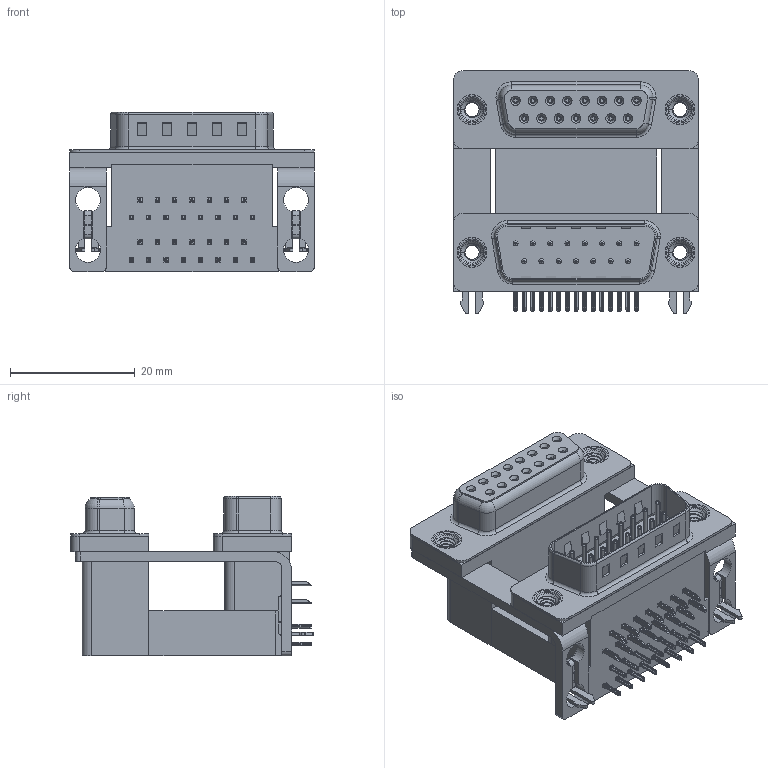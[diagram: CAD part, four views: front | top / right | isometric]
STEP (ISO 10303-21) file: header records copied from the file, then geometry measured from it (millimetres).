
FILE_DESCRIPTION (( 'STEP AP203' ), '1' );
FILE_NAME ('664-015-664-048.STEP', '2022-06-20T16:20:18', ( '' ), ( '' ), 'SwSTEP 2.0', 'SolidWorks 2020', '' );
FILE_SCHEMA (( 'CONFIG_CONTROL_DESIGN' ));
Length unit declared in the file: millimetre
Products named in the file (13): 664 Housing Upper_15 Contacts H; 664-015-664-048; 664 Threaded Rivet_4-40; 664 Mounting Bracket_2ProngH; 664 Contact Bottom Upper_H; 664 Housing Spacer_15 Contacts H; 664 Housing Lower_15 Contacts; 664 Shell Receptacle_15 Contacts; 664 Shell Plug_15 Contacts; 664 2 Prong Board Lock_4; 664 Contact Top Lower; 664 Contact Top Upper_H; 664 Contact Bottom Lower
Assembly tree (43 placements, depth 2):
  664-015-664-048
    664 Housing Lower_15 Contacts
    664 Housing Spacer_15 Contacts H
    664 Housing Upper_15 Contacts H
    664 Shell Plug_15 Contacts
    664 Shell Receptacle_15 Contacts
    664 Contact Bottom Lower  x7
    664 Contact Top Lower  x8
    664 Contact Bottom Upper_H  x7
    664 Contact Top Upper_H  x8
    664 Mounting Bracket_2ProngH  x2
    664 2 Prong Board Lock_4  x2
    664 Threaded Rivet_4-40  x4
Bounding box: 39.19 x 38.91 x 25.6 mm (x, y, z)
Volume: 15933.6 mm3; surface area: 17710.9 mm2
Topology: 43 solids, 43 shells, 4020 faces, 10353 edges, 6481 vertices
Faces by surface type: plane 2093, cylinder 1044, bspline 524, cone 200, torus 159
Entity records: 45776 total; most frequent: CARTESIAN_POINT 12205, ORIENTED_EDGE 6584, DIRECTION 6256, EDGE_CURVE 3292, VECTOR 2268, LINE 2268, VERTEX_POINT 2104, AXIS2_PLACEMENT_3D 1994
